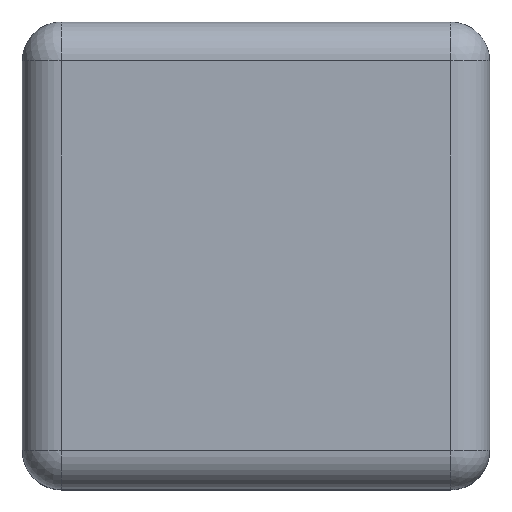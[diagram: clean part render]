
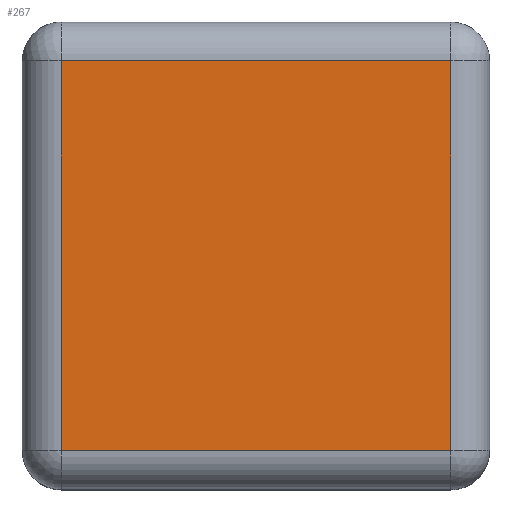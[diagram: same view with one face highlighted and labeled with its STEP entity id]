
A CAD part, top view. The second image highlights one B-rep face of the part: STEP entity #267.
In plain terms, the highlighted planar face has unit normal (0, 0, 1).
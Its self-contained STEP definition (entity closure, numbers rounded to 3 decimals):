
#17=PLANE('',#303);
#25=LINE('',#425,#45);
#31=LINE('',#454,#51);
#33=LINE('',#457,#53);
#35=LINE('',#460,#55);
#45=VECTOR('',#339,10.);
#51=VECTOR('',#371,10.);
#53=VECTOR('',#375,10.);
#55=VECTOR('',#379,10.);
#83=FACE_OUTER_BOUND('',#101,.T.);
#101=EDGE_LOOP('',(#229,#230,#231,#232));
#122=VERTEX_POINT('',#400);
#127=VERTEX_POINT('',#413);
#132=VERTEX_POINT('',#429);
#137=VERTEX_POINT('',#442);
#153=EDGE_CURVE('',#122,#127,#25,.T.);
#167=EDGE_CURVE('',#127,#137,#31,.T.);
#169=EDGE_CURVE('',#137,#132,#33,.T.);
#171=EDGE_CURVE('',#132,#122,#35,.T.);
#229=ORIENTED_EDGE('',*,*,#153,.F.);
#230=ORIENTED_EDGE('',*,*,#171,.F.);
#231=ORIENTED_EDGE('',*,*,#169,.F.);
#232=ORIENTED_EDGE('',*,*,#167,.F.);
#267=ADVANCED_FACE('',(#83),#17,.T.);
#303=AXIS2_PLACEMENT_3D('',#466,#387,#388);
#339=DIRECTION('',(1.,0.,0.));
#371=DIRECTION('',(0.,-1.,0.));
#375=DIRECTION('',(-1.,0.,0.));
#379=DIRECTION('',(0.,1.,0.));
#387=DIRECTION('center_axis',(0.,0.,1.));
#388=DIRECTION('ref_axis',(1.,0.,0.));
#400=CARTESIAN_POINT('',(-5.,5.,13.));
#413=CARTESIAN_POINT('',(5.,5.,13.));
#425=CARTESIAN_POINT('',(3.,5.,13.));
#429=CARTESIAN_POINT('',(-5.,-5.,13.));
#442=CARTESIAN_POINT('',(5.,-5.,13.));
#454=CARTESIAN_POINT('',(5.,-3.,13.));
#457=CARTESIAN_POINT('',(-3.,-5.,13.));
#460=CARTESIAN_POINT('',(-5.,3.,13.));
#466=CARTESIAN_POINT('Origin',(0.,0.,13.));
